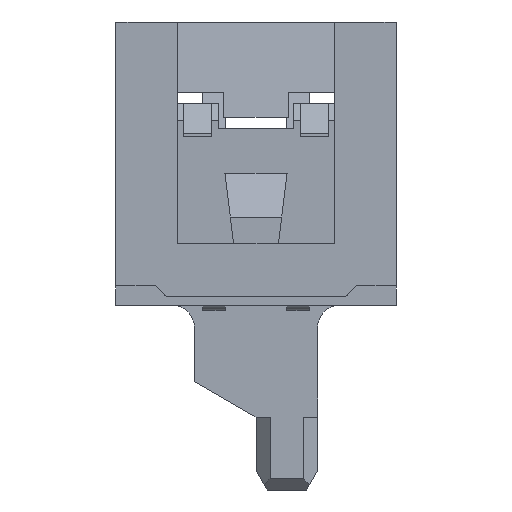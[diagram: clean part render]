
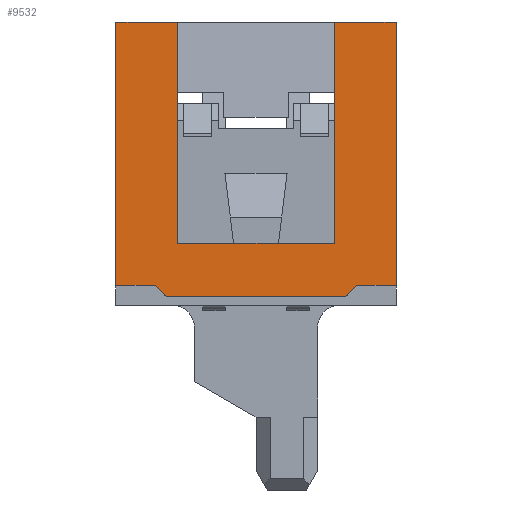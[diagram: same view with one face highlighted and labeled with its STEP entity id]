
A CAD part, left-side view. The second image highlights one B-rep face of the part: STEP entity #9532.
In plain terms, the highlighted planar face has unit normal (-1, 0, 0).
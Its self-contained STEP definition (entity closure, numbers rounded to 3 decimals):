
#835=DIRECTION('',(0.,0.,1.));
#836=VECTOR('',#835,4.7);
#837=CARTESIAN_POINT('',(-5.5,-2.5,-2.8));
#838=LINE('',#837,#836);
#1016=DIRECTION('',(0.,1.,0.));
#1017=VECTOR('',#1016,1.1);
#1018=CARTESIAN_POINT('',(-5.5,-2.5,1.9));
#1019=LINE('',#1018,#1017);
#1036=DIRECTION('',(0.,1.,0.));
#1037=VECTOR('',#1036,1.1);
#1038=CARTESIAN_POINT('',(-5.5,1.4,1.9));
#1039=LINE('',#1038,#1037);
#2116=DIRECTION('',(0.,0.,-1.));
#2117=VECTOR('',#2116,4.7);
#2118=CARTESIAN_POINT('',(-5.5,2.5,1.9));
#2119=LINE('',#2118,#2117);
#2322=DIRECTION('',(0.,0.,1.));
#2323=VECTOR('',#2322,3.95);
#2324=CARTESIAN_POINT('',(-5.5,1.4,-2.05));
#2325=LINE('',#2324,#2323);
#2346=DIRECTION('',(0.,0.,-1.));
#2347=VECTOR('',#2346,3.95);
#2348=CARTESIAN_POINT('',(-5.5,-1.4,1.9));
#2349=LINE('',#2348,#2347);
#2362=DIRECTION('',(0.,-1.,0.));
#2363=VECTOR('',#2362,0.7);
#2364=CARTESIAN_POINT('',(-5.5,-1.8,-2.8));
#2365=LINE('',#2364,#2363);
#2366=DIRECTION('',(0.,-0.707,0.707));
#2367=VECTOR('',#2366,0.283);
#2368=CARTESIAN_POINT('',(-5.5,-1.6,-3.));
#2369=LINE('',#2368,#2367);
#2370=DIRECTION('',(0.,-1.,0.));
#2371=VECTOR('',#2370,3.2);
#2372=CARTESIAN_POINT('',(-5.5,1.6,-3.));
#2373=LINE('',#2372,#2371);
#2374=DIRECTION('',(0.,-0.707,-0.707));
#2375=VECTOR('',#2374,0.283);
#2376=CARTESIAN_POINT('',(-5.5,1.8,-2.8));
#2377=LINE('',#2376,#2375);
#2378=DIRECTION('',(0.,-1.,0.));
#2379=VECTOR('',#2378,0.7);
#2380=CARTESIAN_POINT('',(-5.5,2.5,-2.8));
#2381=LINE('',#2380,#2379);
#2382=DIRECTION('',(0.,1.,0.));
#2383=VECTOR('',#2382,2.8);
#2384=CARTESIAN_POINT('',(-5.5,-1.4,-2.05));
#2385=LINE('',#2384,#2383);
#5788=CARTESIAN_POINT('',(-5.5,-2.5,1.9));
#5790=VERTEX_POINT('',#5788);
#5792=CARTESIAN_POINT('',(-5.5,2.5,1.9));
#5794=VERTEX_POINT('',#5792);
#5796=CARTESIAN_POINT('',(-5.5,-1.4,-2.05));
#5797=CARTESIAN_POINT('',(-5.5,1.4,-2.05));
#5798=VERTEX_POINT('',#5796);
#5799=VERTEX_POINT('',#5797);
#5800=CARTESIAN_POINT('',(-5.5,2.5,-2.8));
#5801=CARTESIAN_POINT('',(-5.5,1.8,-2.8));
#5802=VERTEX_POINT('',#5800);
#5803=VERTEX_POINT('',#5801);
#5804=CARTESIAN_POINT('',(-5.5,1.6,-3.));
#5805=VERTEX_POINT('',#5804);
#5806=CARTESIAN_POINT('',(-5.5,-1.6,-3.));
#5807=VERTEX_POINT('',#5806);
#5808=CARTESIAN_POINT('',(-5.5,-1.8,-2.8));
#5809=VERTEX_POINT('',#5808);
#5810=CARTESIAN_POINT('',(-5.5,-2.5,-2.8));
#5811=VERTEX_POINT('',#5810);
#5945=CARTESIAN_POINT('',(-5.5,-1.4,1.9));
#5946=VERTEX_POINT('',#5945);
#5947=CARTESIAN_POINT('',(-5.5,1.4,1.9));
#5948=VERTEX_POINT('',#5947);
#9508=CARTESIAN_POINT('',(-5.5,-2.5,0.65));
#9509=DIRECTION('',(-1.,0.,0.));
#9510=DIRECTION('',(0.,0.,1.));
#9511=AXIS2_PLACEMENT_3D('',#9508,#9509,#9510);
#9512=PLANE('',#9511);
#9513=ORIENTED_EDGE('',*,*,#9489,.F.);
#9514=ORIENTED_EDGE('',*,*,#7984,.F.);
#9515=ORIENTED_EDGE('',*,*,#7891,.F.);
#9517=ORIENTED_EDGE('',*,*,#9516,.F.);
#9519=ORIENTED_EDGE('',*,*,#9518,.F.);
#9521=ORIENTED_EDGE('',*,*,#9520,.F.);
#9523=ORIENTED_EDGE('',*,*,#9522,.F.);
#9525=ORIENTED_EDGE('',*,*,#9524,.F.);
#9526=ORIENTED_EDGE('',*,*,#9174,.F.);
#9527=ORIENTED_EDGE('',*,*,#7998,.F.);
#9528=ORIENTED_EDGE('',*,*,#9442,.F.);
#9529=ORIENTED_EDGE('',*,*,#9469,.F.);
#9530=EDGE_LOOP('',(#9513,#9514,#9515,#9517,#9519,#9521,#9523,#9525,#9526,#9527,
#9528,#9529));
#9531=FACE_OUTER_BOUND('',#9530,.F.);
#7891=EDGE_CURVE('',#5811,#5790,#838,.T.);
#7984=EDGE_CURVE('',#5790,#5946,#1019,.T.);
#7998=EDGE_CURVE('',#5948,#5794,#1039,.T.);
#9174=EDGE_CURVE('',#5794,#5802,#2119,.T.);
#9442=EDGE_CURVE('',#5799,#5948,#2325,.T.);
#9469=EDGE_CURVE('',#5798,#5799,#2385,.T.);
#9489=EDGE_CURVE('',#5946,#5798,#2349,.T.);
#9516=EDGE_CURVE('',#5809,#5811,#2365,.T.);
#9518=EDGE_CURVE('',#5807,#5809,#2369,.T.);
#9520=EDGE_CURVE('',#5805,#5807,#2373,.T.);
#9522=EDGE_CURVE('',#5803,#5805,#2377,.T.);
#9524=EDGE_CURVE('',#5802,#5803,#2381,.T.);
#9532=ADVANCED_FACE('',(#9531),#9512,.T.);
